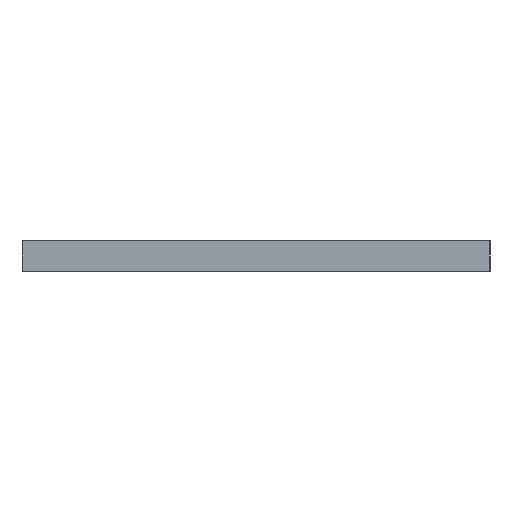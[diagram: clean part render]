
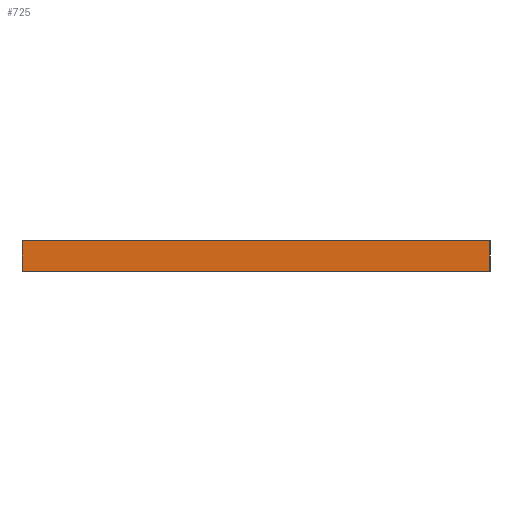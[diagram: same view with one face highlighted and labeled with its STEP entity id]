
A CAD part, left-side view. The second image highlights one B-rep face of the part: STEP entity #725.
In plain terms, the highlighted planar face has unit normal (-1, 0, 0).
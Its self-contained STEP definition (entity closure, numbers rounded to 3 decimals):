
#72=PLANE('',#826);
#105=FACE_OUTER_BOUND('',#138,.T.);
#138=EDGE_LOOP('',(#602,#603,#604,#605));
#223=LINE('',#1212,#262);
#231=LINE('',#1227,#270);
#232=LINE('',#1229,#271);
#233=LINE('',#1230,#272);
#262=VECTOR('',#1023,10.);
#270=VECTOR('',#1035,10.);
#271=VECTOR('',#1038,10.);
#272=VECTOR('',#1039,10.);
#382=VERTEX_POINT('',#1209);
#383=VERTEX_POINT('',#1211);
#387=VERTEX_POINT('',#1223);
#388=VERTEX_POINT('',#1225);
#471=EDGE_CURVE('',#382,#383,#223,.T.);
#479=EDGE_CURVE('',#387,#388,#231,.T.);
#480=EDGE_CURVE('',#382,#387,#232,.T.);
#481=EDGE_CURVE('',#383,#388,#233,.T.);
#602=ORIENTED_EDGE('',*,*,#480,.T.);
#603=ORIENTED_EDGE('',*,*,#479,.T.);
#604=ORIENTED_EDGE('',*,*,#481,.F.);
#605=ORIENTED_EDGE('',*,*,#471,.F.);
#725=ADVANCED_FACE('',(#105),#72,.T.);
#826=AXIS2_PLACEMENT_3D('',#1228,#1036,#1037);
#1023=DIRECTION('',(0.,0.,1.));
#1035=DIRECTION('',(0.,0.,1.));
#1036=DIRECTION('center_axis',(-1.,0.,0.));
#1037=DIRECTION('ref_axis',(0.,-1.,0.));
#1038=DIRECTION('',(0.,-1.,0.));
#1039=DIRECTION('',(0.,-1.,0.));
#1209=CARTESIAN_POINT('',(0.,48.,0.));
#1211=CARTESIAN_POINT('',(0.,48.,3.175));
#1212=CARTESIAN_POINT('',(0.,48.,0.));
#1223=CARTESIAN_POINT('',(0.,0.,0.));
#1225=CARTESIAN_POINT('',(0.,0.,3.175));
#1227=CARTESIAN_POINT('',(0.,0.,0.));
#1228=CARTESIAN_POINT('Origin',(0.,48.,0.));
#1229=CARTESIAN_POINT('',(0.,48.,0.));
#1230=CARTESIAN_POINT('',(0.,48.,3.175));
